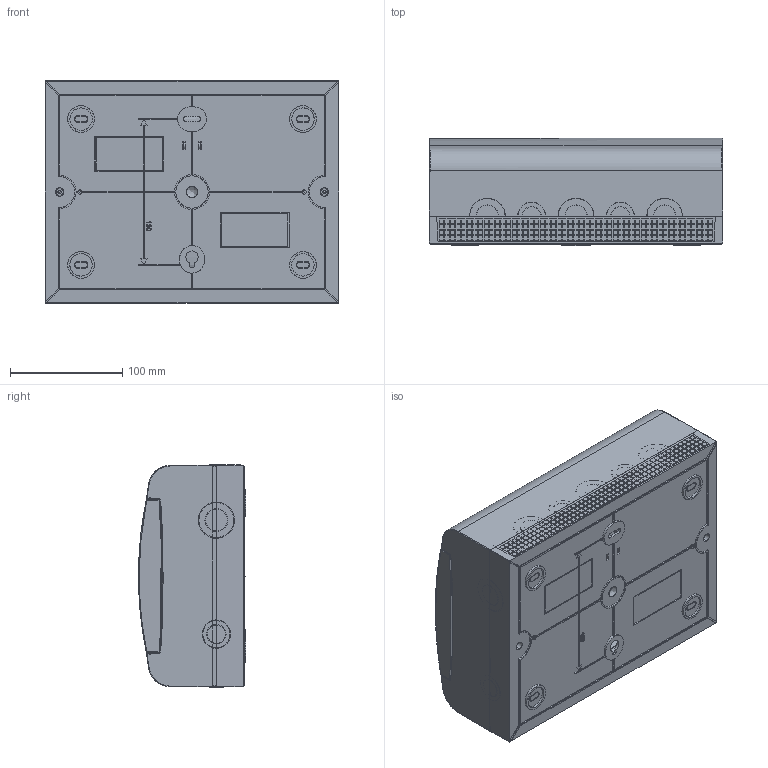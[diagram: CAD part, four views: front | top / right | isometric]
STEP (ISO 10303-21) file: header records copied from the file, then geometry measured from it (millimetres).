
FILE_DESCRIPTION (( 'STEP AP214' ), '1' );
FILE_NAME ('SB-N-12(W).ÃÌ Ùèò ðàñïðåä. íàâåñíîé ÙÐÍ-Ï-12.STEP', '2025-01-17T06:48:31', ( '' ), ( '' ), 'SwSTEP 2.0', 'SolidWorks 2021', '' );
FILE_SCHEMA (( 'AUTOMOTIVE_DESIGN' ));
Length unit declared in the file: millimetre
Products named in the file (1): SB-N-12(W).ÃÌ Ùèò ðàñïðåä. íàâåñíîé ÙÐÍ-Ï-12
Bounding box: 262.05 x 95.46 x 198 mm (x, y, z)
Volume: 506614.8 mm3; surface area: 517143.1 mm2
Topology: 26 solids, 26 shells, 5916 faces, 15679 edges, 10263 vertices
Faces by surface type: plane 3618, bspline 1072, cone 525, cylinder 487, torus 188, sphere 26
Entity records: 303367 total; most frequent: CARTESIAN_POINT 101337, ORIENTED_EDGE 31262, DIRECTION 23123, EDGE_CURVE 15631, VERTEX_POINT 10263, VECTOR 9933, LINE 9933, AXIS2_PLACEMENT_3D 6595
